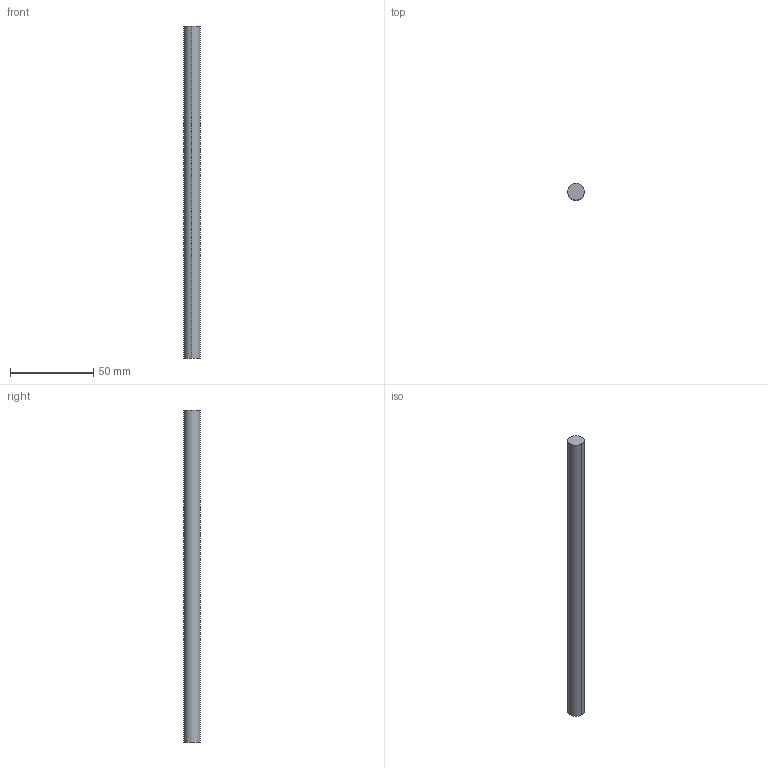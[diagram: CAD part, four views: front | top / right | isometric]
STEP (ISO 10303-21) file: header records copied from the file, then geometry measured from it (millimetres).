
FILE_DESCRIPTION(('AS1 - ROD','test ext ref','.','CATIA model tolerance 0.10000'),'2;1');
FILE_NAME('as1','2000-06-14T10:24:37+1:00',('ww'),('ww','.'),'debis Systemhaus: CATIA V4-->STEP Version 4.0.1.0','CATIA V4','ww');
FILE_SCHEMA(('AUTOMOTIVE_DESIGN { 1 0 10303 214 0 1 1 1 }'));
Length unit declared in the file: millimetre
Products named in the file (1): ROD
Bounding box: 10 x 10 x 200 mm (x, y, z)
Volume: 15708 mm3; surface area: 6440.3 mm2
Topology: 1 solids, 1 shells, 4 faces, 6 edges, 4 vertices
Faces by surface type: plane 2, bspline 2
Entity records: 265 total; most frequent: CARTESIAN_POINT 113, DIRECTION 20, B_SPLINE_CURVE_WITH_KNOTS 12, DEFINITIONAL_REPRESENTATION 12, PCURVE 12, ORIENTED_EDGE 12, AXIS2_PLACEMENT_3D 9, EDGE_CURVE 6
